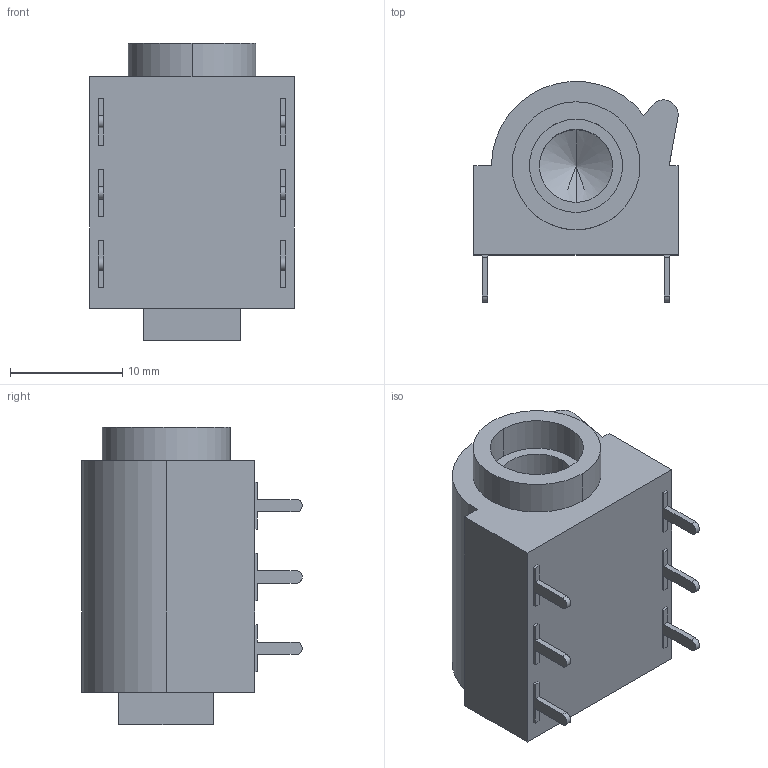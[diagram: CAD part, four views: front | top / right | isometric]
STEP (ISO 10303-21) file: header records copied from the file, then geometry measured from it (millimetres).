
FILE_DESCRIPTION((''),'2;1');
FILE_NAME('D-NMJ6HCD2','2012-08-02T',('odo'),(''),'PRO/ENGINEER BY PARAMETRIC TECHNOLOGY CORPORATION, 2011310','PRO/ENGINEER BY PARAMETRIC TECHNOLOGY CORPORATION, 2011310','');
FILE_SCHEMA(('AUTOMOTIVE_DESIGN_CC2 { 1 2 10303 214 -1 1 5 2 }'));
Length unit declared in the file: millimetre
Products named in the file (1): D-NMJ6HCD2
Bounding box: 18.2 x 19.65 x 26.53 mm (x, y, z)
Volume: 4661.6 mm3; surface area: 2627.4 mm2
Topology: 1 solids, 1 shells, 80 faces, 209 edges, 139 vertices
Faces by surface type: plane 64, cylinder 14, cone 2
Entity records: 2648 total; most frequent: CARTESIAN_POINT 426, ORIENTED_EDGE 414, DIRECTION 397, COLOUR_RGB 209, EDGE_CURVE 207, VECTOR 177, LINE 177, VERTEX_POINT 139
